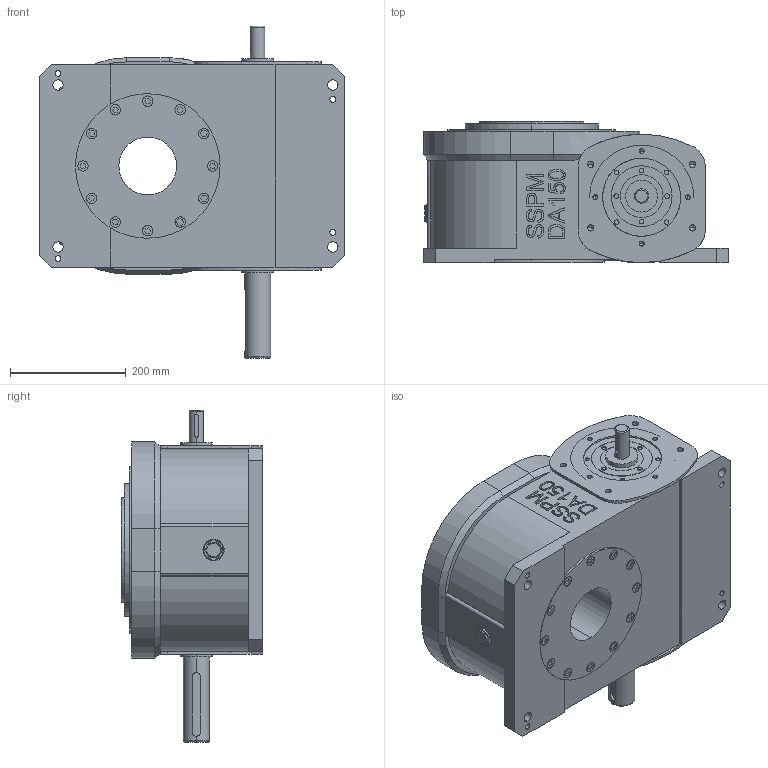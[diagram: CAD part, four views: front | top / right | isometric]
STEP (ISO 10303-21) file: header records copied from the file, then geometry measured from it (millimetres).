
FILE_DESCRIPTION (( 'STEP AP203' ), '1' );
FILE_NAME ('DA190(¼Ð·ÇSªoÃè20240521).STEP', '2025-05-20T07:37:40', ( '' ), ( '' ), 'SwSTEP 2.0', 'SolidWorks 2018', '' );
FILE_SCHEMA (( 'CONFIG_CONTROL_DESIGN' ));
Length unit declared in the file: millimetre
Products named in the file (1): DA190(標準S油鏡20240521)
Bounding box: 527 x 245 x 574 mm (x, y, z)
Volume: 35018580.9 mm3; surface area: 905811.9 mm2
Topology: 1 solids, 1 shells, 685 faces, 1671 edges, 1067 vertices
Faces by surface type: plane 368, cylinder 209, cone 60, bspline 40, torus 8
Entity records: 29146 total; most frequent: CARTESIAN_POINT 13201, ORIENTED_EDGE 3246, DIRECTION 3194, EDGE_CURVE 1623, AXIS2_PLACEMENT_3D 1117, VERTEX_POINT 1067, VECTOR 960, LINE 960
